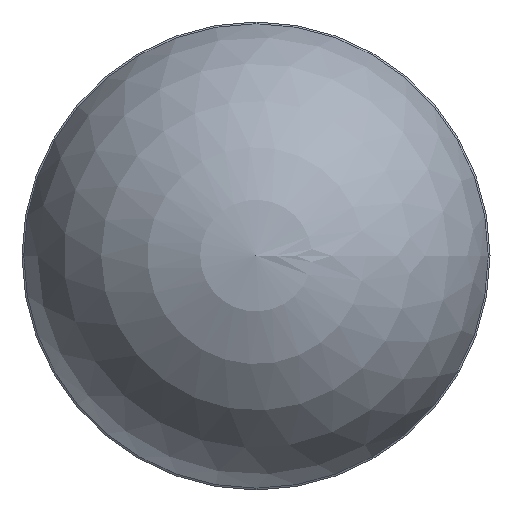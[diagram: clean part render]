
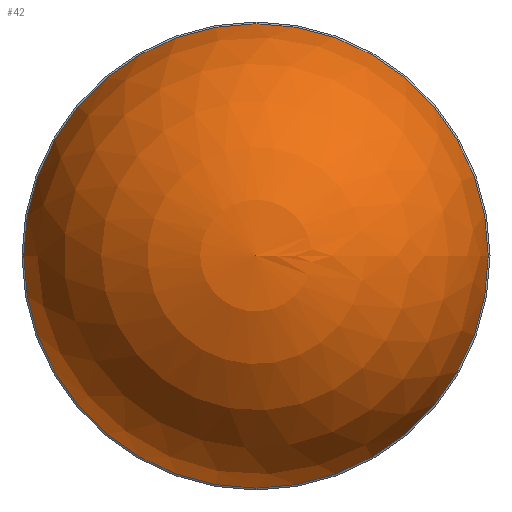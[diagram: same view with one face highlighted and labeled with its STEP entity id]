
A CAD part, top view. The second image highlights one B-rep face of the part: STEP entity #42.
In plain terms, the highlighted spherical face has radius 12.5 mm.
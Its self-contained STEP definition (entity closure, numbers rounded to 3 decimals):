
#42 = ADVANCED_FACE( '', ( #87 ), #88, .T. );
#87 = FACE_OUTER_BOUND( '', #133, .T. );
#88 = SPHERICAL_SURFACE( '', #134, 12.5 );
#133 = EDGE_LOOP( '', ( #181 ) );
#134 = AXIS2_PLACEMENT_3D( '', #182, #183, #184 );
#181 = ORIENTED_EDGE( '', *, *, #228, .F. );
#182 = CARTESIAN_POINT( '', ( 0., 0., 11. ) );
#183 = DIRECTION( '', ( 0., 0., 1. ) );
#184 = DIRECTION( '', ( 1., 0., 0. ) );
#228 = EDGE_CURVE( '', #254, #254, #255, .F. );
#254 = VERTEX_POINT( '', #282 );
#255 = CIRCLE( '', #283, 12.403 );
#282 = CARTESIAN_POINT( '', ( 12.403, 0., 12.552 ) );
#283 = AXIS2_PLACEMENT_3D( '', #312, #313, #314 );
#312 = CARTESIAN_POINT( '', ( 0., 0., 12.552 ) );
#313 = DIRECTION( '', ( 0., 0., 1. ) );
#314 = DIRECTION( '', ( 1., 0., 0. ) );
